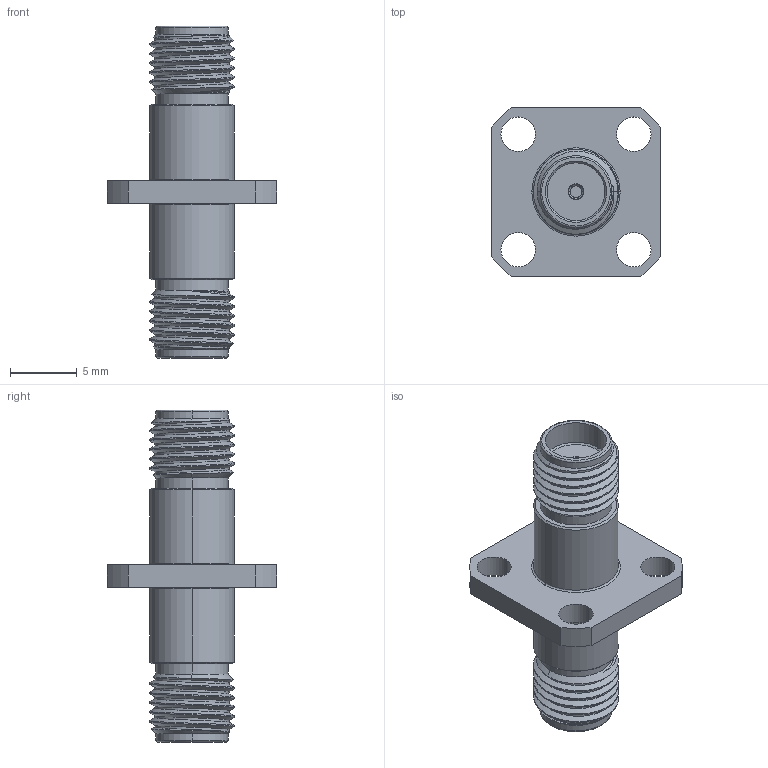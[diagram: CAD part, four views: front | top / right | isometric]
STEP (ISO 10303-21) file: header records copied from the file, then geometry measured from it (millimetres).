
FILE_DESCRIPTION (( 'STEP AP203' ), '1' );
FILE_NAME ('PE9670.step', '2019-03-11T15:44:52', ( '' ), ( '' ), 'SwSTEP 2.0', 'SolidWorks 2017', '' );
FILE_SCHEMA (( 'CONFIG_CONTROL_DESIGN' ));
Length unit declared in the file: inch
Products named in the file (1): PE9670
Bounding box: 12.7 x 12.7 x 24.82 mm (x, y, z)
Volume: 827.3 mm3; surface area: 1004 mm2
Topology: 1 solids, 1 shells, 124 faces, 318 edges, 204 vertices
Faces by surface type: cylinder 58, plane 30, cone 22, torus 8, bspline 6
Entity records: 7273 total; most frequent: CARTESIAN_POINT 4265, ORIENTED_EDGE 636, DIRECTION 596, EDGE_CURVE 318, AXIS2_PLACEMENT_3D 239, VERTEX_POINT 204, EDGE_LOOP 140, FACE_OUTER_BOUND 124
